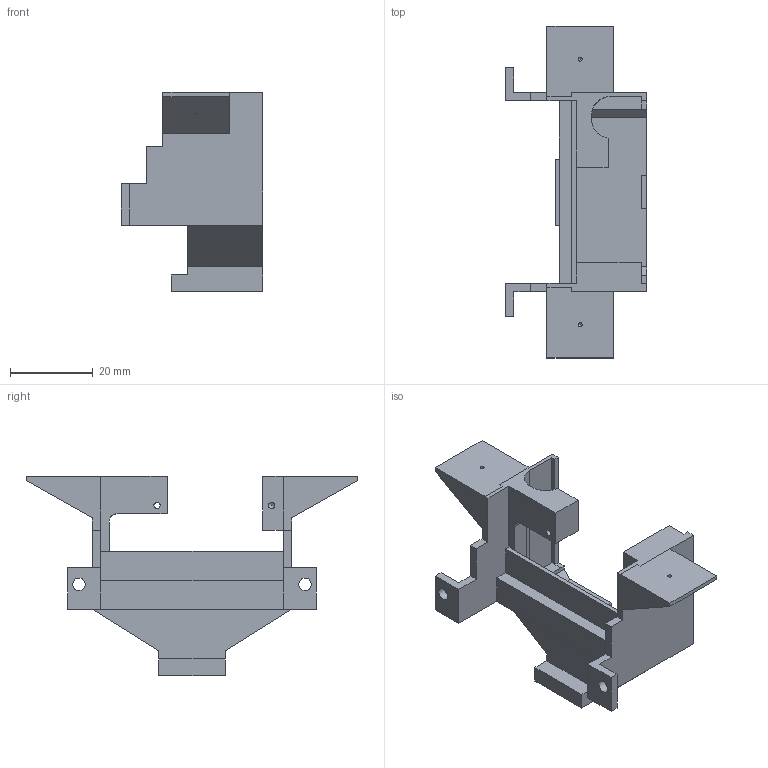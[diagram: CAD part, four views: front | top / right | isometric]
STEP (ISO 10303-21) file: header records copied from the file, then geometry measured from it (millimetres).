
FILE_DESCRIPTION(/* description */ (''),/* implementation_level */ '2;1');
FILE_NAME(/* name */ 'BackPart v137.step',/* time_stamp */ '2024-02-12T16:38:54+01:00',/* author */ (''),/* organization */ (''),/* preprocessor_version */ 'ST-DEVELOPER v20',/* originating_system */ 'Autodesk Translation Framework v12.20.1.177',/* authorisation */ '');
FILE_SCHEMA (('AUTOMOTIVE_DESIGN { 1 0 10303 214 3 1 1 }'));
Length unit declared in the file: millimetre
Products named in the file (1): BackPart
Bounding box: 34 x 80 x 48 mm (x, y, z)
Volume: 16238.8 mm3; surface area: 10983.5 mm2
Topology: 1 solids, 1 shells, 85 faces, 238 edges, 157 vertices
Faces by surface type: plane 69, cylinder 13, cone 3
Full cylindrical faces by diameter (mm): 1 x2, 1.5 x4, 3 x2
Entity records: 2735 total; most frequent: CARTESIAN_POINT 487, ORIENTED_EDGE 470, DIRECTION 432, EDGE_CURVE 235, LINE 208, VECTOR 208, VERTEX_POINT 157, AXIS2_PLACEMENT_3D 112
